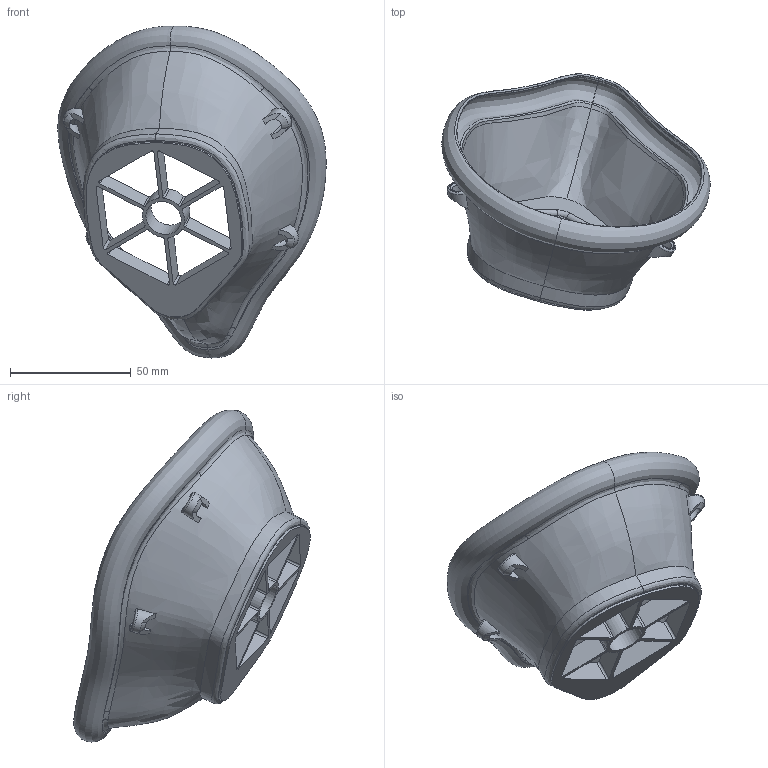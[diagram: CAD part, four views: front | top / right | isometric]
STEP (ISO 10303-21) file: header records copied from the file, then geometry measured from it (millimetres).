
FILE_DESCRIPTION(/* description */ (''),/* implementation_level */ '2;1');
FILE_NAME(/* name */ 'MontanaMaskFilterModV2 v2.step',/* time_stamp */ '2020-04-27T11:20:04-06:00',/* author */ (''),/* organization */ (''),/* preprocessor_version */ 'ST-DEVELOPER v18.1',/* originating_system */ 'Autodesk Translation Framework v9.2.0.1227',/* authorisation */ '');
FILE_SCHEMA (('AUTOMOTIVE_DESIGN { 1 0 10303 214 3 1 1 }'));
Length unit declared in the file: millimetre
Products named in the file (1): MontanaMaskFilterModV2
Bounding box: 110.95 x 97.89 x 137.36 mm (x, y, z)
Volume: 55180.1 mm3; surface area: 54248.7 mm2
Topology: 2 solids, 2 shells, 198 faces, 767 edges, 586 vertices
Faces by surface type: bspline 68, cylinder 61, plane 51, torus 14, cone 4
Full cylindrical faces by diameter (mm): 15 x1
Entity records: 29385 total; most frequent: CARTESIAN_POINT 23474, ORIENTED_EDGE 1578, EDGE_CURVE 789, DIRECTION 779, VERTEX_POINT 608, B_SPLINE_CURVE_WITH_KNOTS 456, AXIS2_PLACEMENT_3D 317, EDGE_LOOP 235
